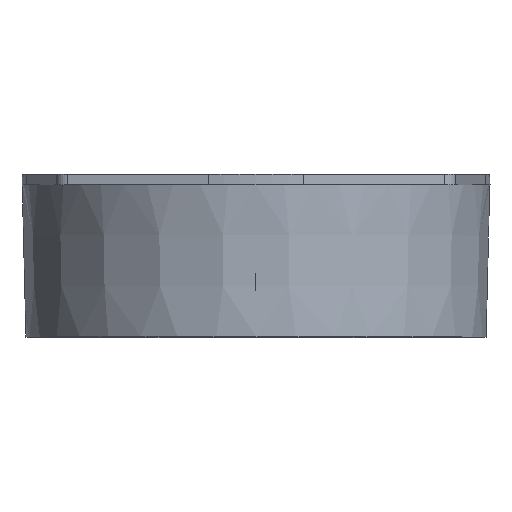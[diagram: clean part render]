
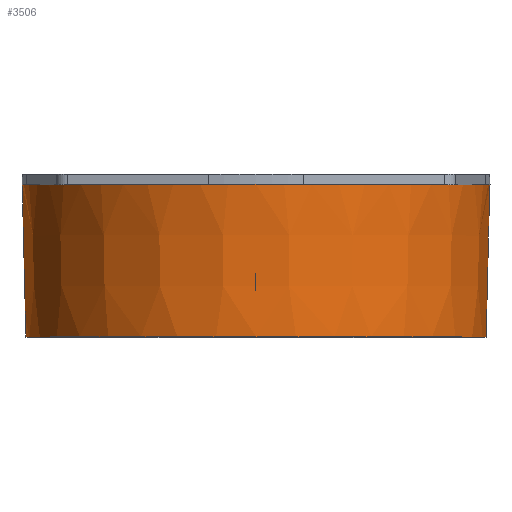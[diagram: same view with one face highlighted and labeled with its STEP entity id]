
A CAD part, top view. The second image highlights one B-rep face of the part: STEP entity #3506.
In plain terms, the highlighted conical face has half-angle 1.383 degrees and reference radius 103.571 mm.
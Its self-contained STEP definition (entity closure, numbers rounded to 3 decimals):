
#949=DIRECTION('',(-0.024,-1.,0.));
#950=VECTOR('',#949,68.02);
#951=CARTESIAN_POINT('',(104.391,68.,0.));
#952=LINE('',#951,#950);
#953=CARTESIAN_POINT('',(-102.866,4.8,0.));
#954=CARTESIAN_POINT('',(-102.866,4.8,0.282));
#955=CARTESIAN_POINT('',(-102.866,4.891,0.846));
#956=CARTESIAN_POINT('',(-102.866,5.284,1.605));
#957=CARTESIAN_POINT('',(-102.869,5.903,2.205));
#958=CARTESIAN_POINT('',(-102.878,6.648,2.57));
#959=CARTESIAN_POINT('',(-102.895,7.48,2.694));
#960=CARTESIAN_POINT('',(-102.919,8.314,2.551));
#961=CARTESIAN_POINT('',(-102.946,9.051,2.165));
#962=CARTESIAN_POINT('',(-102.971,9.634,1.576));
#963=CARTESIAN_POINT('',(-102.989,10.011,0.834));
#964=CARTESIAN_POINT('',(-102.994,10.1,0.279));
#965=CARTESIAN_POINT('',(-102.994,10.1,0.));
#1094=CARTESIAN_POINT('',(0.,68.,0.));
#1095=DIRECTION('',(0.,-1.,0.));
#1096=DIRECTION('',(1.,0.,0.));
#1097=AXIS2_PLACEMENT_3D('',#1094,#1095,#1096);
#1327=DIRECTION('',(0.024,-1.,0.));
#1328=VECTOR('',#1327,57.917);
#1329=CARTESIAN_POINT('',(-104.391,68.,0.));
#1330=LINE('',#1329,#1328);
#1331=DIRECTION('',(0.024,-1.,0.));
#1332=VECTOR('',#1331,4.801);
#1333=CARTESIAN_POINT('',(-102.866,4.8,0.));
#1334=LINE('',#1333,#1332);
#1335=CARTESIAN_POINT('',(-102.866,4.8,0.));
#1347=CARTESIAN_POINT('',(-102.994,10.1,0.));
#1484=CARTESIAN_POINT('',(0.,0.,0.));
#1485=DIRECTION('',(0.,1.,0.));
#1486=DIRECTION('',(-1.,0.,0.));
#1487=AXIS2_PLACEMENT_3D('',#1484,#1485,#1486);
#2232=VERTEX_POINT('',#1335);
#2233=VERTEX_POINT('',#1347);
#2234=CARTESIAN_POINT('',(-104.391,68.,0.));
#2235=CARTESIAN_POINT('',(104.391,68.,0.));
#2236=VERTEX_POINT('',#2234);
#2237=VERTEX_POINT('',#2235);
#2238=CARTESIAN_POINT('',(-102.75,0.,0.));
#2239=VERTEX_POINT('',#2238);
#2240=CARTESIAN_POINT('',(102.75,0.,0.));
#2241=VERTEX_POINT('',#2240);
#3488=CARTESIAN_POINT('',(0.,34.,0.));
#3489=DIRECTION('',(0.,1.,0.));
#3490=DIRECTION('',(-1.,0.,0.));
#3491=AXIS2_PLACEMENT_3D('',#3488,#3489,#3490);
#3492=CONICAL_SURFACE('',#3491,103.571,1.383);
#3494=ORIENTED_EDGE('',*,*,#3493,.F.);
#3496=ORIENTED_EDGE('',*,*,#3495,.T.);
#3498=ORIENTED_EDGE('',*,*,#3497,.F.);
#3500=ORIENTED_EDGE('',*,*,#3499,.F.);
#3501=ORIENTED_EDGE('',*,*,#3475,.T.);
#3503=ORIENTED_EDGE('',*,*,#3502,.F.);
#3504=EDGE_LOOP('',(#3494,#3496,#3498,#3500,#3501,#3503));
#3505=FACE_OUTER_BOUND('',#3504,.F.);
#3506=ADVANCED_FACE('',(#3505),#3492,.T.);
#966=B_SPLINE_CURVE_WITH_KNOTS('',3,(#953,#954,#955,#956,#957,#958,#959,#960,
#961,#962,#963,#964,#965),.UNSPECIFIED.,.F.,.F.,(4,1,1,1,1,1,1,1,1,1,4),(0.,
0.1,0.2,0.3,0.4,0.5,0.6,0.7,0.8,0.9,1.),.UNSPECIFIED.);
#1098=CIRCLE('',#1097,104.391);
#1488=CIRCLE('',#1487,102.75);
#3475=EDGE_CURVE('',#2232,#2233,#966,.T.);
#3493=EDGE_CURVE('',#2237,#2236,#1098,.T.);
#3495=EDGE_CURVE('',#2237,#2241,#952,.T.);
#3497=EDGE_CURVE('',#2239,#2241,#1488,.T.);
#3499=EDGE_CURVE('',#2232,#2239,#1334,.T.);
#3502=EDGE_CURVE('',#2236,#2233,#1330,.T.);
